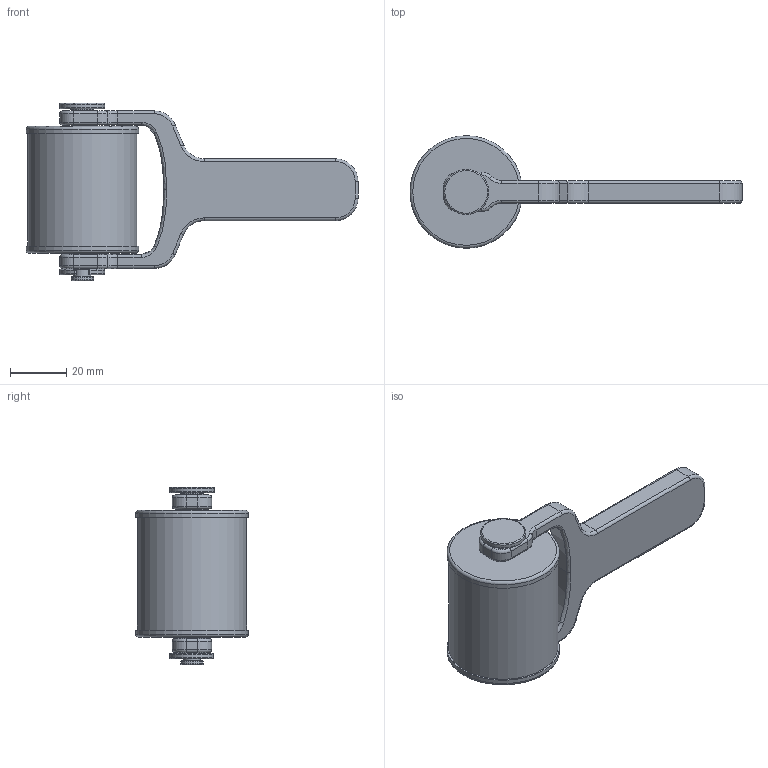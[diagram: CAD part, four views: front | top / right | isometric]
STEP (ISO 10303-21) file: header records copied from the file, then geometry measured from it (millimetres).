
FILE_DESCRIPTION(/* description */ (''),/* implementation_level */ '2;1');
FILE_NAME(/* name */ 'Roller v3.step',/* time_stamp */ '2024-11-29T18:08:31-08:00',/* author */ (''),/* organization */ (''),/* preprocessor_version */ 'ST-DEVELOPER v20',/* originating_system */ 'Autodesk Translation Framework v13.20.0.188',/* authorisation */ '');
FILE_SCHEMA (('AUTOMOTIVE_DESIGN { 1 0 10303 214 3 1 1 }'));
Length unit declared in the file: millimetre
Products named in the file (1): Roller
Bounding box: 118 x 40 x 63 mm (x, y, z)
Volume: 70787.7 mm3; surface area: 18979.7 mm2
Topology: 4 solids, 4 shells, 172 faces, 376 edges, 217 vertices
Faces by surface type: cylinder 68, torus 58, plane 30, bspline 12, sphere 4
Full cylindrical faces by diameter (mm): 6 x1, 8 x2, 8.4 x2, 10 x1, 16 x1, 38.8 x1, 40 x2
Entity records: 5031 total; most frequent: CARTESIAN_POINT 1124, DIRECTION 915, ORIENTED_EDGE 752, AXIS2_PLACEMENT_3D 398, EDGE_CURVE 376, CIRCLE 237, VERTEX_POINT 217, EDGE_LOOP 183
